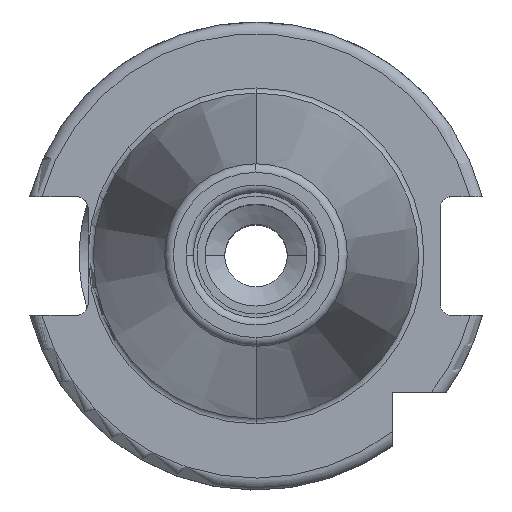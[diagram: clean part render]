
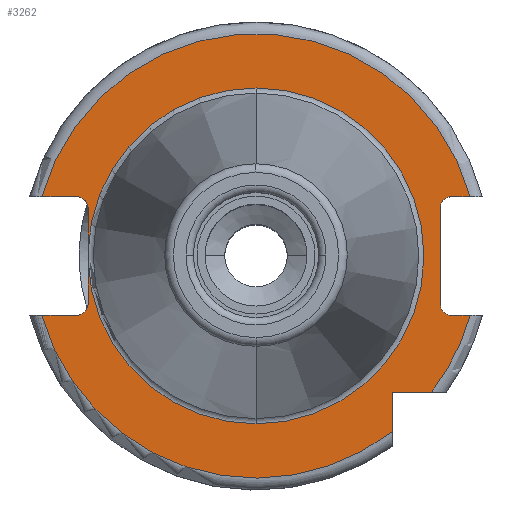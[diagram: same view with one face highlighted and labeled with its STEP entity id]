
A CAD part, top view. The second image highlights one B-rep face of the part: STEP entity #3262.
In plain terms, the highlighted face is planar.
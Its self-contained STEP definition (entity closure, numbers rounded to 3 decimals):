
#646=CARTESIAN_POINT('',(0.,0.,3.2));
#647=DIRECTION('',(0.,0.,1.));
#648=DIRECTION('',(0.,1.,0.));
#649=AXIS2_PLACEMENT_3D('',#646,#647,#648);
#654=CARTESIAN_POINT('',(22.8,0.617,3.2));
#658=CARTESIAN_POINT('',(22.8,-0.617,3.2));
#663=CARTESIAN_POINT('',(0.,0.,3.2));
#664=DIRECTION('',(0.,0.,-1.));
#665=DIRECTION('',(0.,1.,0.));
#666=AXIS2_PLACEMENT_3D('',#663,#664,#665);
#687=CARTESIAN_POINT('',(0.,0.,3.2));
#688=DIRECTION('',(0.,0.,-1.));
#689=DIRECTION('',(1.,-0.027,0.));
#690=AXIS2_PLACEMENT_3D('',#687,#688,#689);
#725=CARTESIAN_POINT('',(24.4,6.45,3.2));
#726=DIRECTION('',(0.,0.,1.));
#727=DIRECTION('',(0.,1.,0.));
#728=AXIS2_PLACEMENT_3D('',#725,#726,#727);
#943=CARTESIAN_POINT('',(-26.6,6.45,3.2));
#944=DIRECTION('',(0.,0.,1.));
#945=DIRECTION('',(1.,0.,0.));
#946=AXIS2_PLACEMENT_3D('',#943,#944,#945);
#966=DIRECTION('',(0.,1.,0.));
#967=VECTOR('',#966,12.9);
#968=CARTESIAN_POINT('',(-25.,-6.45,3.2));
#969=LINE('',#968,#967);
#973=DIRECTION('',(1.,0.,0.));
#974=VECTOR('',#973,2.481);
#975=CARTESIAN_POINT('',(-29.081,-8.05,3.2));
#976=LINE('',#975,#974);
#980=DIRECTION('',(-1.,0.,0.));
#981=VECTOR('',#980,5.339);
#982=CARTESIAN_POINT('',(-18.5,-18.5,3.2));
#983=LINE('',#982,#981);
#987=DIRECTION('',(0.,1.,0.));
#988=VECTOR('',#987,5.339);
#989=CARTESIAN_POINT('',(-18.5,-23.839,3.2));
#990=LINE('',#989,#988);
#994=DIRECTION('',(-1.,0.,0.));
#995=VECTOR('',#994,4.681);
#996=CARTESIAN_POINT('',(29.081,-8.05,3.2));
#997=LINE('',#996,#995);
#1001=DIRECTION('',(0.,1.,0.));
#1002=VECTOR('',#1001,5.833);
#1003=CARTESIAN_POINT('',(22.8,-6.45,3.2));
#1004=LINE('',#1003,#1002);
#1008=DIRECTION('',(0.,1.,0.));
#1009=VECTOR('',#1008,5.833);
#1010=CARTESIAN_POINT('',(22.8,0.617,3.2));
#1011=LINE('',#1010,#1009);
#1015=DIRECTION('',(-1.,0.,0.));
#1016=VECTOR('',#1015,4.681);
#1017=CARTESIAN_POINT('',(29.081,8.05,3.2));
#1018=LINE('',#1017,#1016);
#1022=DIRECTION('',(1.,0.,0.));
#1023=VECTOR('',#1022,2.481);
#1024=CARTESIAN_POINT('',(-29.081,8.05,3.2));
#1025=LINE('',#1024,#1023);
#1051=CARTESIAN_POINT('',(-26.6,-6.45,3.2));
#1052=DIRECTION('',(0.,0.,1.));
#1053=DIRECTION('',(0.,-1.,0.));
#1054=AXIS2_PLACEMENT_3D('',#1051,#1052,#1053);
#1267=CARTESIAN_POINT('',(-29.081,8.05,3.2));
#1280=CARTESIAN_POINT('',(0.,0.,3.2));
#1281=DIRECTION('',(0.,0.,-1.));
#1282=DIRECTION('',(-0.964,0.267,0.));
#1283=AXIS2_PLACEMENT_3D('',#1280,#1281,#1282);
#1296=CARTESIAN_POINT('',(29.081,8.05,3.2));
#1330=CARTESIAN_POINT('',(29.081,-8.05,3.2));
#1343=CARTESIAN_POINT('',(0.,0.,3.2));
#1344=DIRECTION('',(0.,0.,-1.));
#1345=DIRECTION('',(0.964,-0.267,0.));
#1346=AXIS2_PLACEMENT_3D('',#1343,#1344,#1345);
#1364=CARTESIAN_POINT('',(0.,0.,3.2));
#1365=DIRECTION('',(0.,0.,-1.));
#1366=DIRECTION('',(-0.79,-0.613,0.));
#1367=AXIS2_PLACEMENT_3D('',#1364,#1365,#1366);
#1380=CARTESIAN_POINT('',(-29.081,-8.05,3.2));
#2008=CARTESIAN_POINT('',(24.4,-6.45,3.2));
#2009=DIRECTION('',(0.,0.,1.));
#2010=DIRECTION('',(-1.,0.,0.));
#2011=AXIS2_PLACEMENT_3D('',#2008,#2009,#2010);
#2135=CARTESIAN_POINT('',(0.,22.808,3.2));
#2137=VERTEX_POINT('',#2135);
#2141=CARTESIAN_POINT('',(0.,-22.808,3.2));
#2143=VERTEX_POINT('',#2141);
#2169=VERTEX_POINT('',#1330);
#2170=VERTEX_POINT('',#1296);
#2171=VERTEX_POINT('',#654);
#2172=VERTEX_POINT('',#658);
#2215=VERTEX_POINT('',#1267);
#2216=VERTEX_POINT('',#1380);
#2241=CARTESIAN_POINT('',(-18.5,-23.839,3.2));
#2242=CARTESIAN_POINT('',(-18.5,-18.5,3.2));
#2243=VERTEX_POINT('',#2241);
#2244=VERTEX_POINT('',#2242);
#2245=CARTESIAN_POINT('',(-23.839,-18.5,3.2));
#2246=VERTEX_POINT('',#2245);
#2293=CARTESIAN_POINT('',(-25.,6.45,3.2));
#2295=VERTEX_POINT('',#2293);
#2297=CARTESIAN_POINT('',(-26.6,8.05,3.2));
#2299=VERTEX_POINT('',#2297);
#2302=CARTESIAN_POINT('',(-25.,-6.45,3.2));
#2304=VERTEX_POINT('',#2302);
#2306=CARTESIAN_POINT('',(-26.6,-8.05,3.2));
#2308=VERTEX_POINT('',#2306);
#2310=CARTESIAN_POINT('',(22.8,6.45,3.2));
#2312=VERTEX_POINT('',#2310);
#2314=CARTESIAN_POINT('',(24.4,8.05,3.2));
#2316=VERTEX_POINT('',#2314);
#2317=CARTESIAN_POINT('',(22.8,-6.45,3.2));
#2319=VERTEX_POINT('',#2317);
#2321=CARTESIAN_POINT('',(24.4,-8.05,3.2));
#2323=VERTEX_POINT('',#2321);
#3225=CARTESIAN_POINT('',(0.,0.,3.2));
#3226=DIRECTION('',(0.,0.,-1.));
#3227=DIRECTION('',(0.,-1.,0.));
#3228=AXIS2_PLACEMENT_3D('',#3225,#3226,#3227);
#3229=PLANE('',#3228);
#3230=ORIENTED_EDGE('',*,*,#3206,.F.);
#3232=ORIENTED_EDGE('',*,*,#3231,.F.);
#3234=ORIENTED_EDGE('',*,*,#3233,.F.);
#3236=ORIENTED_EDGE('',*,*,#3235,.F.);
#3238=ORIENTED_EDGE('',*,*,#3237,.F.);
#3240=ORIENTED_EDGE('',*,*,#3239,.F.);
#3242=ORIENTED_EDGE('',*,*,#3241,.F.);
#3244=ORIENTED_EDGE('',*,*,#3243,.T.);
#3246=ORIENTED_EDGE('',*,*,#3245,.F.);
#3247=ORIENTED_EDGE('',*,*,#3037,.T.);
#3248=ORIENTED_EDGE('',*,*,#3022,.T.);
#3249=ORIENTED_EDGE('',*,*,#3002,.F.);
#3250=ORIENTED_EDGE('',*,*,#3017,.T.);
#3251=ORIENTED_EDGE('',*,*,#3034,.T.);
#3252=ORIENTED_EDGE('',*,*,#3059,.F.);
#3254=ORIENTED_EDGE('',*,*,#3253,.F.);
#3256=ORIENTED_EDGE('',*,*,#3255,.F.);
#3258=ORIENTED_EDGE('',*,*,#3257,.T.);
#3259=ORIENTED_EDGE('',*,*,#3217,.F.);
#3260=EDGE_LOOP('',(#3230,#3232,#3234,#3236,#3238,#3240,#3242,#3244,#3246,#3247,
#3248,#3249,#3250,#3251,#3252,#3254,#3256,#3258,#3259));
#3261=FACE_OUTER_BOUND('',#3260,.F.);
#3262=ADVANCED_FACE('',(#3261),#3229,.T.);
#650=CIRCLE('',#649,22.808);
#667=CIRCLE('',#666,22.808);
#691=CIRCLE('',#690,22.808);
#729=CIRCLE('',#728,1.6);
#947=CIRCLE('',#946,1.6);
#1055=CIRCLE('',#1054,1.6);
#1284=CIRCLE('',#1283,30.175);
#1347=CIRCLE('',#1346,30.175);
#1368=CIRCLE('',#1367,30.175);
#2012=CIRCLE('',#2011,1.6);
#3002=EDGE_CURVE('',#2137,#2143,#650,.T.);
#3017=EDGE_CURVE('',#2137,#2171,#667,.T.);
#3022=EDGE_CURVE('',#2172,#2143,#691,.T.);
#3034=EDGE_CURVE('',#2171,#2312,#1011,.T.);
#3037=EDGE_CURVE('',#2319,#2172,#1004,.T.);
#3059=EDGE_CURVE('',#2316,#2312,#729,.T.);
#3206=EDGE_CURVE('',#2304,#2295,#969,.T.);
#3217=EDGE_CURVE('',#2295,#2299,#947,.T.);
#3231=EDGE_CURVE('',#2308,#2304,#1055,.T.);
#3233=EDGE_CURVE('',#2216,#2308,#976,.T.);
#3235=EDGE_CURVE('',#2246,#2216,#1368,.T.);
#3237=EDGE_CURVE('',#2244,#2246,#983,.T.);
#3239=EDGE_CURVE('',#2243,#2244,#990,.T.);
#3241=EDGE_CURVE('',#2169,#2243,#1347,.T.);
#3243=EDGE_CURVE('',#2169,#2323,#997,.T.);
#3245=EDGE_CURVE('',#2319,#2323,#2012,.T.);
#3253=EDGE_CURVE('',#2170,#2316,#1018,.T.);
#3255=EDGE_CURVE('',#2215,#2170,#1284,.T.);
#3257=EDGE_CURVE('',#2215,#2299,#1025,.T.);
